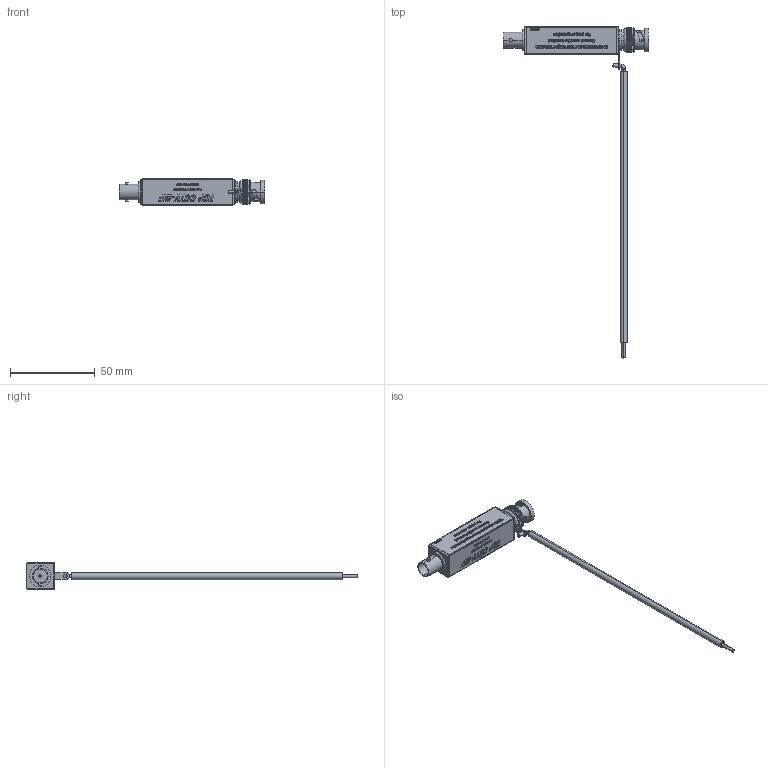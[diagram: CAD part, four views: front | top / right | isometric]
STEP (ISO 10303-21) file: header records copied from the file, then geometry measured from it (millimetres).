
FILE_DESCRIPTION (( 'STEP AP214' ), '1' );
FILE_NAME ('1101-810-E.STEP', '2019-01-24T21:10:07', ( '' ), ( '' ), 'SwSTEP 2.0', 'SolidWorks 2018', '' );
FILE_SCHEMA (( 'AUTOMOTIVE_DESIGN' ));
Length unit declared in the file: inch
Products named in the file (25): Jam Nut 1-330249-1^2500-221; Jack Assy 221245-1^2500-221; 2001-161; BAC1501-MA2^2500-268; 2001-161-2_BNC assy; 2001-161-1_BNC assy; 2500-268; Leads 3^1101-810; 2001-161-1; BAC1501_with flange^2500-268; 3320-1150; BAC1501-MA1^2500-268; 2001-161-2; 1101-810-E; 2003-2229; 3320-1076; 2500-221
Assembly tree (14 placements, depth 3):
  BAC1501-MA2^2500-268
  Jam Nut 1-330249-1^2500-221
  Leads 3^1101-810
  2001-161-1
  BAC1501-MA1^2500-268
Bounding box: 85.67 x 196.02 x 15.85 mm (x, y, z)
Volume: 7268.9 mm3; surface area: 19743.4 mm2
Topology: 10 solids, 10 shells, 3065 faces, 8186 edges, 5416 vertices
Faces by surface type: plane 1617, bspline 1115, cylinder 259, cone 72, torus 2
Entity records: 190300 total; most frequent: CARTESIAN_POINT 82490, ORIENTED_EDGE 16368, DIRECTION 10378, EDGE_CURVE 8184, VERTEX_POINT 5416, VECTOR 5306, LINE 5306, EDGE_LOOP 3358
